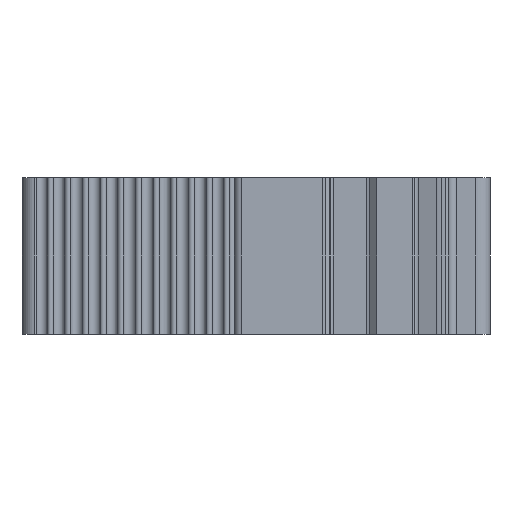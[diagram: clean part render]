
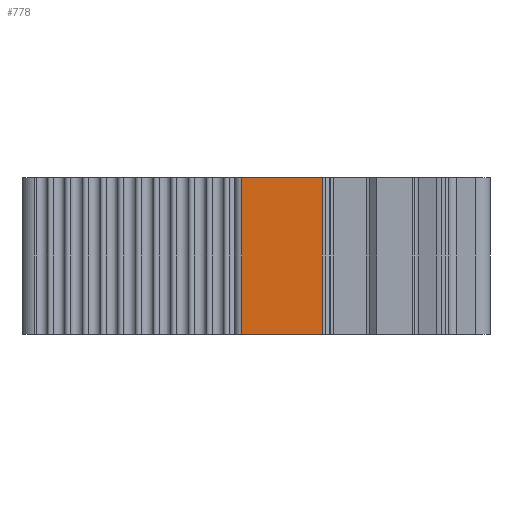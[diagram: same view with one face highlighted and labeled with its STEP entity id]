
A CAD part, front view. The second image highlights one B-rep face of the part: STEP entity #778.
In plain terms, the highlighted planar face has unit normal (0, -1, 0).
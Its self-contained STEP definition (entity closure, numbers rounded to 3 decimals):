
#722=CARTESIAN_POINT('',(281.1,170.009,10.0));
#723=VERTEX_POINT('',#722);
#730=CARTESIAN_POINT('',(281.1,170.009,0.0));
#731=VERTEX_POINT('',#730);
#732=CARTESIAN_POINT('',(281.1,170.009,0.0));
#733=DIRECTION('',(0.0,0.0,1.0));
#734=VECTOR('',#733,10.0);
#735=LINE('',#732,#734);
#736=EDGE_CURVE('',#731,#723,#735,.T.);
#748=CARTESIAN_POINT('',(281.1,170.009,0.0));
#749=DIRECTION('',(0.0,-1.0,0.0));
#750=DIRECTION('',(0.0,0.0,-1.0));
#751=AXIS2_PLACEMENT_3D('',#748,#749,#750);
#752=PLANE('',#751);
#753=CARTESIAN_POINT('',(275.95,170.009,10.0));
#754=VERTEX_POINT('',#753);
#755=CARTESIAN_POINT('',(281.1,170.009,10.0));
#756=DIRECTION('',(-1.0,0.0,0.0));
#757=VECTOR('',#756,5.15);
#758=LINE('',#755,#757);
#759=EDGE_CURVE('',#723,#754,#758,.T.);
#760=ORIENTED_EDGE('',*,*,#759,.T.);
#761=CARTESIAN_POINT('',(275.95,170.009,0.0));
#762=VERTEX_POINT('',#761);
#763=CARTESIAN_POINT('',(275.95,170.009,0.0));
#764=DIRECTION('',(0.0,0.0,1.0));
#765=VECTOR('',#764,10.0);
#766=LINE('',#763,#765);
#767=EDGE_CURVE('',#762,#754,#766,.T.);
#768=ORIENTED_EDGE('',*,*,#767,.F.);
#769=CARTESIAN_POINT('',(281.1,170.009,0.0));
#770=DIRECTION('',(-1.0,0.0,0.0));
#771=VECTOR('',#770,5.15);
#772=LINE('',#769,#771);
#773=EDGE_CURVE('',#731,#762,#772,.T.);
#774=ORIENTED_EDGE('',*,*,#773,.F.);
#775=ORIENTED_EDGE('',*,*,#736,.T.);
#776=EDGE_LOOP('',(#760,#768,#774,#775));
#777=FACE_OUTER_BOUND('',#776,.T.);
#778=ADVANCED_FACE('',(#777),#752,.T.);
